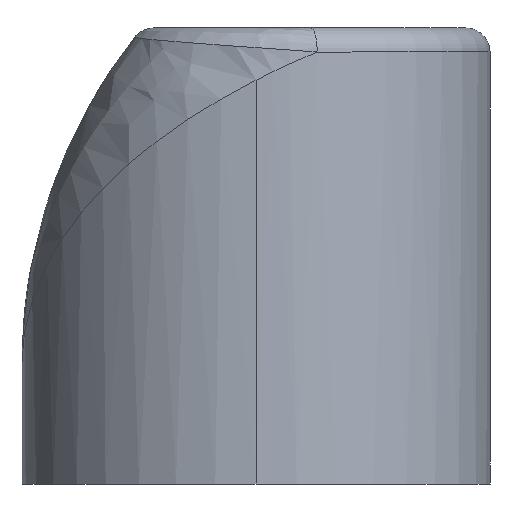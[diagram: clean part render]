
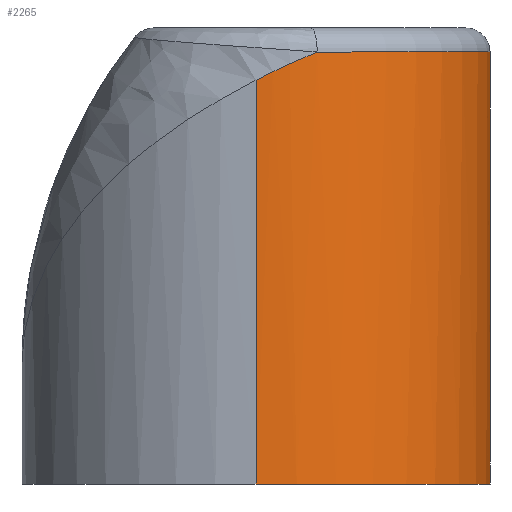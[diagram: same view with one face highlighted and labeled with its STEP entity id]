
A CAD part, left-side view. The second image highlights one B-rep face of the part: STEP entity #2265.
In plain terms, the highlighted cylindrical face has radius 19.5 mm (diameter 39 mm), a partial arc.
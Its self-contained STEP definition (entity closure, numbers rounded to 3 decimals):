
#183 = ORIENTED_EDGE ( 'NONE', *, *, #5175, .F. ) ;
#275 = AXIS2_PLACEMENT_3D ( 'NONE', #5146, #6873, #8004 ) ;
#419 = CARTESIAN_POINT ( 'NONE',  ( -49.823, -5.095, 36. ) ) ;
#424 = VERTEX_POINT ( 'NONE', #7133 ) ;
#611 = EDGE_CURVE ( 'NONE', #424, #6434, #2171, .T. ) ;
#671 = CARTESIAN_POINT ( 'NONE',  ( -50.209, -3.382, 35.265 ) ) ;
#699 = CARTESIAN_POINT ( 'NONE',  ( -49.938, -4.667, 35.822 ) ) ;
#725 = LINE ( 'NONE', #1314, #8822 ) ;
#744 = EDGE_LOOP ( 'NONE', ( #7022, #1724, #6924, #2225, #8289, #183, #7961, #7365 ) ) ;
#776 = EDGE_CURVE ( 'NONE', #6434, #6906, #1102, .T. ) ;
#791 = CARTESIAN_POINT ( 'NONE',  ( -31.164, -19.5, 7.145 ) ) ;
#794 = VECTOR ( 'NONE', #3121, 1000. ) ;
#890 = CARTESIAN_POINT ( 'NONE',  ( -31.021, -19.5, 9.199 ) ) ;
#943 = CARTESIAN_POINT ( 'NONE',  ( -31.249, -19.498, 8.064 ) ) ;
#1102 = LINE ( 'NONE', #6009, #1794 ) ;
#1142 = EDGE_CURVE ( 'NONE', #3320, #7168, #2522, .T. ) ;
#1314 = CARTESIAN_POINT ( 'NONE',  ( -31., -19.5, 38. ) ) ;
#1466 = CARTESIAN_POINT ( 'NONE',  ( -31.25, -19.498, 8.002 ) ) ;
#1564 = CARTESIAN_POINT ( 'NONE',  ( -50.5, 0., 33.655 ) ) ;
#1724 = ORIENTED_EDGE ( 'NONE', *, *, #1142, .T. ) ;
#1736 = VERTEX_POINT ( 'NONE', #419 ) ;
#1749 = CARTESIAN_POINT ( 'NONE',  ( -31.236, -19.499, 8.322 ) ) ;
#1794 = VECTOR ( 'NONE', #4759, 1000. ) ;
#2020 = DIRECTION ( 'NONE',  ( 0., 0., -1. ) ) ;
#2148 = AXIS2_PLACEMENT_3D ( 'NONE', #3443, #3322, #3266 ) ;
#2171 = B_SPLINE_CURVE_WITH_KNOTS ( 'NONE', 3,
 ( #6494, #890, #2950, #5614, #7489, #4354, #7821, #2595, #4119, #3968, #4936, #2733, #1749, #4543, #4732, #943, #5671, #6250, #2291, #7874, #5488, #1466, #4757, #3879, #791, #2329 ),
 .UNSPECIFIED., .F., .F.,
 ( 4, 2, 2, 2, 2, 2, 2, 2, 2, 1, 1, 2, 2, 4 ),
 ( 0., 0.125, 0.187, 0.219, 0.234, 0.25, 0.375, 0.437, 0.469, 0.484, 0.492, 0.496, 0.5, 1. ),
 .UNSPECIFIED. ) ;
#2185 = CARTESIAN_POINT ( 'NONE',  ( -31., -19.5, 0. ) ) ;
#2225 = ORIENTED_EDGE ( 'NONE', *, *, #776, .F. ) ;
#2265 = ADVANCED_FACE ( 'NONE', ( #8365 ), #7102, .T. ) ;
#2291 = CARTESIAN_POINT ( 'NONE',  ( -31.25, -19.498, 8.018 ) ) ;
#2329 = CARTESIAN_POINT ( 'NONE',  ( -31., -19.5, 6.75 ) ) ;
#2394 = EDGE_CURVE ( 'NONE', #5801, #1736, #3417, .T. ) ;
#2522 = LINE ( 'NONE', #3063, #794 ) ;
#2595 = CARTESIAN_POINT ( 'NONE',  ( -31.167, -19.499, 8.729 ) ) ;
#2730 = CARTESIAN_POINT ( 'NONE',  ( -50.446, -1.682, 34.488 ) ) ;
#2733 = CARTESIAN_POINT ( 'NONE',  ( -31.222, -19.499, 8.462 ) ) ;
#2950 = CARTESIAN_POINT ( 'NONE',  ( -31.051, -19.5, 9.124 ) ) ;
#3001 = EDGE_CURVE ( 'NONE', #5801, #7030, #6105, .T. ) ;
#3063 = CARTESIAN_POINT ( 'NONE',  ( -50.5, 0., 38. ) ) ;
#3121 = DIRECTION ( 'NONE',  ( 0., 0., -1. ) ) ;
#3266 = DIRECTION ( 'NONE',  ( 1., 0., 0. ) ) ;
#3320 = VERTEX_POINT ( 'NONE', #1564 ) ;
#3322 = DIRECTION ( 'NONE',  ( 0., 0., -1. ) ) ;
#3369 = CARTESIAN_POINT ( 'NONE',  ( -31., 0., 0. ) ) ;
#3417 = CIRCLE ( 'NONE', #2148, 19.5 ) ;
#3443 = CARTESIAN_POINT ( 'NONE',  ( -31., 0., 36. ) ) ;
#3450 = CARTESIAN_POINT ( 'NONE',  ( -31., -19.5, 36. ) ) ;
#3699 = CARTESIAN_POINT ( 'NONE',  ( -31., -19.5, 32. ) ) ;
#3745 = EDGE_CURVE ( 'NONE', #1736, #3320, #7284, .T. ) ;
#3879 = CARTESIAN_POINT ( 'NONE',  ( -31.25, -19.499, 7.572 ) ) ;
#3910 = CARTESIAN_POINT ( 'NONE',  ( -31., -19.5, 38. ) ) ;
#3968 = CARTESIAN_POINT ( 'NONE',  ( -31.18, -19.499, 8.673 ) ) ;
#4036 = DIRECTION ( 'NONE',  ( 1., 0., 0. ) ) ;
#4119 = CARTESIAN_POINT ( 'NONE',  ( -31.171, -19.499, 8.71 ) ) ;
#4354 = CARTESIAN_POINT ( 'NONE',  ( -31.146, -19.499, 8.816 ) ) ;
#4543 = CARTESIAN_POINT ( 'NONE',  ( -31.246, -19.498, 8.163 ) ) ;
#4732 = CARTESIAN_POINT ( 'NONE',  ( -31.248, -19.498, 8.118 ) ) ;
#4757 = CARTESIAN_POINT ( 'NONE',  ( -31.25, -19.498, 8.003 ) ) ;
#4759 = DIRECTION ( 'NONE',  ( 0., 0., -1. ) ) ;
#4786 = CARTESIAN_POINT ( 'NONE',  ( -50.5, -0.838, 34.081 ) ) ;
#4845 = CARTESIAN_POINT ( 'NONE',  ( -49.823, -5.095, 36. ) ) ;
#4936 = CARTESIAN_POINT ( 'NONE',  ( -31.183, -19.499, 8.656 ) ) ;
#5146 = CARTESIAN_POINT ( 'NONE',  ( -31., 0., 38. ) ) ;
#5175 = EDGE_CURVE ( 'NONE', #7030, #424, #725, .T. ) ;
#5488 = CARTESIAN_POINT ( 'NONE',  ( -31.25, -19.498, 8.004 ) ) ;
#5520 = CARTESIAN_POINT ( 'NONE',  ( -50.039, -4.237, 35.639 ) ) ;
#5614 = CARTESIAN_POINT ( 'NONE',  ( -31.102, -19.5, 8.971 ) ) ;
#5618 = AXIS2_PLACEMENT_3D ( 'NONE', #3369, #8194, #4036 ) ;
#5623 = CARTESIAN_POINT ( 'NONE',  ( -31., -19.5, 6.75 ) ) ;
#5671 = CARTESIAN_POINT ( 'NONE',  ( -31.25, -19.498, 8.048 ) ) ;
#5801 = VERTEX_POINT ( 'NONE', #3450 ) ;
#6009 = CARTESIAN_POINT ( 'NONE',  ( -31., -19.5, 38. ) ) ;
#6105 = LINE ( 'NONE', #3910, #6879 ) ;
#6198 = DIRECTION ( 'NONE',  ( 0., 0., -1. ) ) ;
#6250 = CARTESIAN_POINT ( 'NONE',  ( -31.25, -19.498, 8.027 ) ) ;
#6434 = VERTEX_POINT ( 'NONE', #5623 ) ;
#6494 = CARTESIAN_POINT ( 'NONE',  ( -31., -19.5, 9.25 ) ) ;
#6873 = DIRECTION ( 'NONE',  ( 0., 0., -1. ) ) ;
#6879 = VECTOR ( 'NONE', #2020, 1000. ) ;
#6906 = VERTEX_POINT ( 'NONE', #2185 ) ;
#6924 = ORIENTED_EDGE ( 'NONE', *, *, #8916, .T. ) ;
#7022 = ORIENTED_EDGE ( 'NONE', *, *, #3745, .T. ) ;
#7030 = VERTEX_POINT ( 'NONE', #3699 ) ;
#7102 = CYLINDRICAL_SURFACE ( 'NONE', #275, 19.5 ) ;
#7133 = CARTESIAN_POINT ( 'NONE',  ( -31., -19.5, 9.25 ) ) ;
#7168 = VERTEX_POINT ( 'NONE', #8502 ) ;
#7284 = B_SPLINE_CURVE_WITH_KNOTS ( 'NONE', 3,
 ( #4845, #699, #5520, #671, #7581, #2730, #4786, #8914 ),
 .UNSPECIFIED., .F., .F.,
 ( 4, 2, 2, 4 ),
 ( 0.006, 0.008, 0.009, 0.012 ),
 .UNSPECIFIED. ) ;
#7365 = ORIENTED_EDGE ( 'NONE', *, *, #2394, .T. ) ;
#7489 = CARTESIAN_POINT ( 'NONE',  ( -31.12, -19.5, 8.913 ) ) ;
#7581 = CARTESIAN_POINT ( 'NONE',  ( -50.279, -2.956, 35.074 ) ) ;
#7821 = CARTESIAN_POINT ( 'NONE',  ( -31.155, -19.499, 8.782 ) ) ;
#7874 = CARTESIAN_POINT ( 'NONE',  ( -31.25, -19.498, 8.008 ) ) ;
#7961 = ORIENTED_EDGE ( 'NONE', *, *, #3001, .F. ) ;
#8004 = DIRECTION ( 'NONE',  ( -1., 0., 0. ) ) ;
#8194 = DIRECTION ( 'NONE',  ( 0., 0., 1. ) ) ;
#8275 = CIRCLE ( 'NONE', #5618, 19.5 ) ;
#8289 = ORIENTED_EDGE ( 'NONE', *, *, #611, .F. ) ;
#8365 = FACE_OUTER_BOUND ( 'NONE', #744, .T. ) ;
#8502 = CARTESIAN_POINT ( 'NONE',  ( -50.5, 0., 0. ) ) ;
#8822 = VECTOR ( 'NONE', #6198, 1000. ) ;
#8914 = CARTESIAN_POINT ( 'NONE',  ( -50.5, 0., 33.655 ) ) ;
#8916 = EDGE_CURVE ( 'NONE', #7168, #6906, #8275, .T. ) ;
